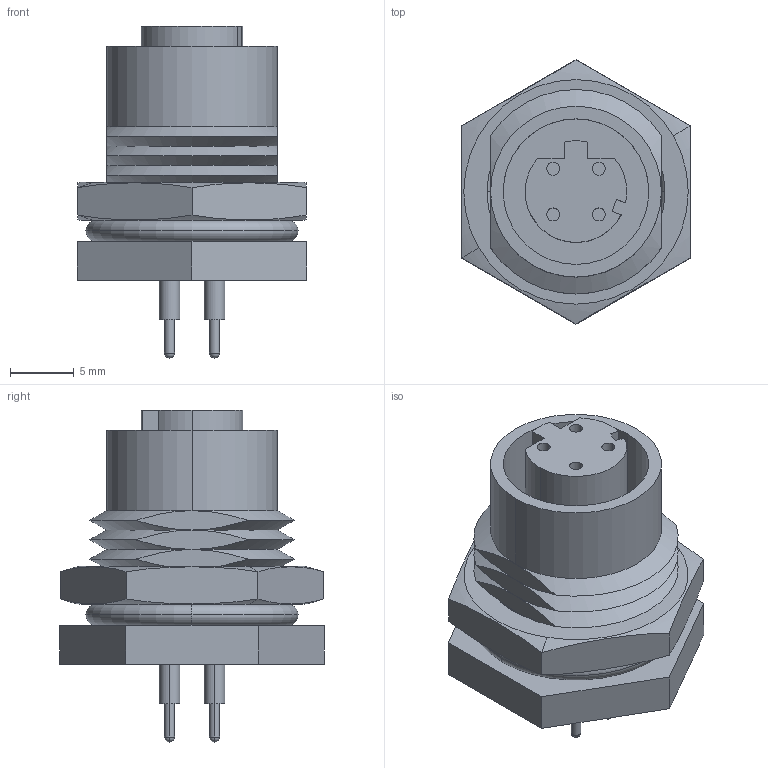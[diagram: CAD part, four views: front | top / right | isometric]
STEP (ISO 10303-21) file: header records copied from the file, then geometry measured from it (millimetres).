
FILE_DESCRIPTION (( 'STEP AP214' ), '1' );
FILE_NAME ('CON-M124PCBF.STEP', '2010-02-24T21:53:21', ( 'Windows XP Mode' ), ( '' ), 'SwSTEP 2.0', 'SolidWorks 2008', '' );
FILE_SCHEMA (( 'AUTOMOTIVE_DESIGN' ));
Length unit declared in the file: inch
Products named in the file (4): CON-M124PCBF; 3AA13-005; 3AA02-021
Assembly tree (3 placements, depth 2):
  CON-M124PCBF
    CON-M124PCBF
    3AA02-021
    3AA13-005
Bounding box: 17.98 x 20.77 x 26.07 mm (x, y, z)
Volume: 3268.2 mm3; surface area: 3206.2 mm2
Topology: 3 solids, 3 shells, 237 faces, 567 edges, 362 vertices
Faces by surface type: plane 107, bspline 56, cylinder 38, cone 20, torus 16
Entity records: 12594 total; most frequent: CARTESIAN_POINT 4944, ORIENTED_EDGE 1134, DIRECTION 903, EDGE_CURVE 567, VERTEX_POINT 362, AXIS2_PLACEMENT_3D 313, VECTOR 277, LINE 277
